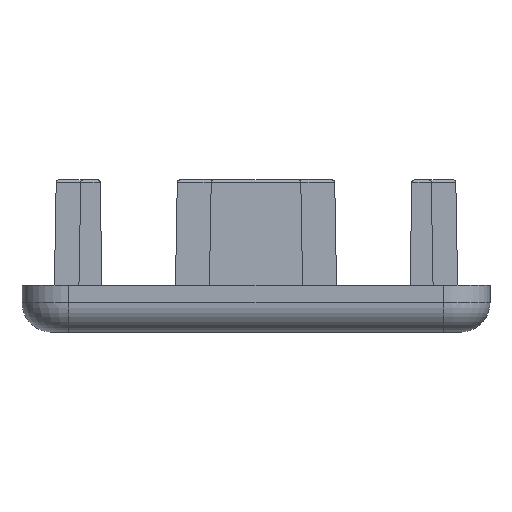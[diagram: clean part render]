
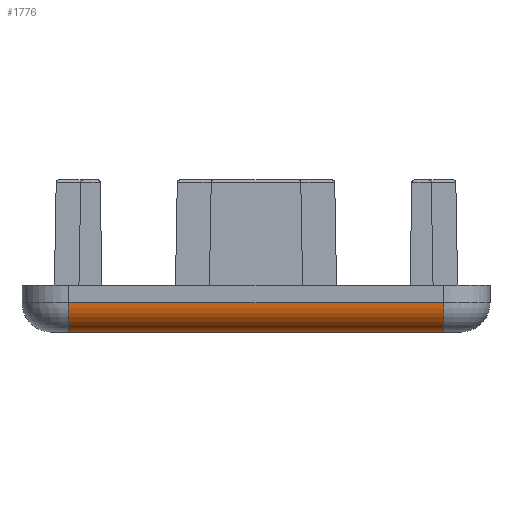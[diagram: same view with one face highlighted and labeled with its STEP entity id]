
A CAD part, left-side view. The second image highlights one B-rep face of the part: STEP entity #1776.
In plain terms, the highlighted cylindrical face has radius 2.5 mm (diameter 5 mm), a partial arc.
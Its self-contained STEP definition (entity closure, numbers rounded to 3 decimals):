
#128 = DIRECTION ( 'NONE',  ( 0., 0., 1. ) ) ;
#143 = CARTESIAN_POINT ( 'NONE',  ( -17.5, -14.4, 0. ) ) ;
#196 = ORIENTED_EDGE ( 'NONE', *, *, #2877, .F. ) ;
#219 = CARTESIAN_POINT ( 'NONE',  ( -17.5, 16., 2.5 ) ) ;
#245 = ORIENTED_EDGE ( 'NONE', *, *, #3835, .F. ) ;
#252 = CARTESIAN_POINT ( 'NONE',  ( -17.5, 16., 0. ) ) ;
#330 = EDGE_CURVE ( 'NONE', #1196, #3441, #4477, .T. ) ;
#391 = EDGE_CURVE ( 'NONE', #3441, #4390, #3317, .T. ) ;
#471 = CARTESIAN_POINT ( 'NONE',  ( -17.5, -14.4, 0. ) ) ;
#513 = CARTESIAN_POINT ( 'NONE',  ( -17.5, 12.6, 0. ) ) ;
#537 = CARTESIAN_POINT ( 'NONE',  ( -17.6, -13.5, 0.002 ) ) ;
#584 = DIRECTION ( 'NONE',  ( 0., 0., 1. ) ) ;
#586 = ORIENTED_EDGE ( 'NONE', *, *, #3837, .F. ) ;
#638 = CARTESIAN_POINT ( 'NONE',  ( -17.5, -16., 0. ) ) ;
#644 = ORIENTED_EDGE ( 'NONE', *, *, #391, .F. ) ;
#706 = AXIS2_PLACEMENT_3D ( 'NONE', #219, #2757, #584 ) ;
#877 = CARTESIAN_POINT ( 'NONE',  ( -17.6, 13.198, 0.002 ) ) ;
#894 = CARTESIAN_POINT ( 'NONE',  ( -17.5, 14.4, 0. ) ) ;
#933 = ORIENTED_EDGE ( 'NONE', *, *, #3037, .F. ) ;
#949 = CARTESIAN_POINT ( 'NONE',  ( -17.6, 13.5, 0.002 ) ) ;
#1009 = CARTESIAN_POINT ( 'NONE',  ( -17.6, -13.5, 0.002 ) ) ;
#1043 = EDGE_CURVE ( 'NONE', #1442, #1162, #2311, .T. ) ;
#1112 = VERTEX_POINT ( 'NONE', #537 ) ;
#1162 = VERTEX_POINT ( 'NONE', #4084 ) ;
#1189 = EDGE_CURVE ( 'NONE', #4390, #4360, #2454, .T. ) ;
#1190 = CARTESIAN_POINT ( 'NONE',  ( -17.5, -12.6, 0. ) ) ;
#1196 = VERTEX_POINT ( 'NONE', #949 ) ;
#1250 = AXIS2_PLACEMENT_3D ( 'NONE', #4416, #2301, #128 ) ;
#1277 = VECTOR ( 'NONE', #1709, 1000. ) ;
#1442 = VERTEX_POINT ( 'NONE', #638 ) ;
#1501 = EDGE_CURVE ( 'NONE', #1112, #4303, #1719, .T. ) ;
#1664 = LINE ( 'NONE', #4439, #1899 ) ;
#1685 = CARTESIAN_POINT ( 'NONE',  ( -17.567, 14.104, 0. ) ) ;
#1709 = DIRECTION ( 'NONE',  ( 0., 1., 0. ) ) ;
#1719 = B_SPLINE_CURVE_WITH_KNOTS ( 'NONE', 3,
 ( #1009, #2823, #4224, #2110 ),
 .UNSPECIFIED., .F., .F.,
 ( 4, 4 ),
 ( 0.001, 0.002 ),
 .UNSPECIFIED. ) ;
#1735 = AXIS2_PLACEMENT_3D ( 'NONE', #3339, #4037, #1915 ) ;
#1776 = ADVANCED_FACE ( 'NONE', ( #4589 ), #2719, .T. ) ;
#1807 = B_SPLINE_CURVE_WITH_KNOTS ( 'NONE', 3,
 ( #513, #2684, #877, #3390 ),
 .UNSPECIFIED., .F., .F.,
 ( 4, 4 ),
 ( 0., 0.001 ),
 .UNSPECIFIED. ) ;
#1899 = VECTOR ( 'NONE', #1966, 1000. ) ;
#1915 = DIRECTION ( 'NONE',  ( -1., 0., 0. ) ) ;
#1957 = CARTESIAN_POINT ( 'NONE',  ( -17.6, 13.5, 0.002 ) ) ;
#1966 = DIRECTION ( 'NONE',  ( 0., 1., 0. ) ) ;
#1967 = CARTESIAN_POINT ( 'NONE',  ( -17.6, -13.5, 0.002 ) ) ;
#1974 = CARTESIAN_POINT ( 'NONE',  ( -17.6, 13.8, 0.002 ) ) ;
#1993 = EDGE_CURVE ( 'NONE', #4303, #2562, #3200, .T. ) ;
#2067 = LINE ( 'NONE', #3507, #2919 ) ;
#2110 = CARTESIAN_POINT ( 'NONE',  ( -17.5, -12.6, 0. ) ) ;
#2137 = VECTOR ( 'NONE', #4211, 1000. ) ;
#2216 = ORIENTED_EDGE ( 'NONE', *, *, #1501, .F. ) ;
#2240 = EDGE_LOOP ( 'NONE', ( #3812, #933, #3052, #644, #3199, #245, #4236, #2216, #586, #196 ) ) ;
#2269 = CARTESIAN_POINT ( 'NONE',  ( -17.5, 14.4, 0. ) ) ;
#2301 = DIRECTION ( 'NONE',  ( 0., 1., 0. ) ) ;
#2311 = CIRCLE ( 'NONE', #1250, 2.5 ) ;
#2321 = CARTESIAN_POINT ( 'NONE',  ( -17.567, -14.102, 0. ) ) ;
#2454 = CIRCLE ( 'NONE', #706, 2.5 ) ;
#2562 = VERTEX_POINT ( 'NONE', #3914 ) ;
#2684 = CARTESIAN_POINT ( 'NONE',  ( -17.567, 12.898, 0. ) ) ;
#2705 = CARTESIAN_POINT ( 'NONE',  ( -17.5, 16., 0. ) ) ;
#2719 = CYLINDRICAL_SURFACE ( 'NONE', #1735, 2.5 ) ;
#2757 = DIRECTION ( 'NONE',  ( 0., 1., 0. ) ) ;
#2823 = CARTESIAN_POINT ( 'NONE',  ( -17.6, -13.2, 0.002 ) ) ;
#2877 = EDGE_CURVE ( 'NONE', #1442, #3294, #1664, .T. ) ;
#2919 = VECTOR ( 'NONE', #3849, 1000. ) ;
#2986 = B_SPLINE_CURVE_WITH_KNOTS ( 'NONE', 3,
 ( #143, #2321, #4086, #1967 ),
 .UNSPECIFIED., .F., .F.,
 ( 4, 4 ),
 ( 0., 0.001 ),
 .UNSPECIFIED. ) ;
#3037 = EDGE_CURVE ( 'NONE', #4360, #1162, #2067, .T. ) ;
#3052 = ORIENTED_EDGE ( 'NONE', *, *, #1189, .F. ) ;
#3199 = ORIENTED_EDGE ( 'NONE', *, *, #330, .F. ) ;
#3200 = LINE ( 'NONE', #3861, #2137 ) ;
#3294 = VERTEX_POINT ( 'NONE', #471 ) ;
#3317 = LINE ( 'NONE', #252, #1277 ) ;
#3339 = CARTESIAN_POINT ( 'NONE',  ( -17.5, 20., 2.5 ) ) ;
#3390 = CARTESIAN_POINT ( 'NONE',  ( -17.6, 13.5, 0.002 ) ) ;
#3397 = CARTESIAN_POINT ( 'NONE',  ( -20., 16., 2.5 ) ) ;
#3441 = VERTEX_POINT ( 'NONE', #894 ) ;
#3507 = CARTESIAN_POINT ( 'NONE',  ( -20., -16., 2.5 ) ) ;
#3812 = ORIENTED_EDGE ( 'NONE', *, *, #1043, .T. ) ;
#3835 = EDGE_CURVE ( 'NONE', #2562, #1196, #1807, .T. ) ;
#3837 = EDGE_CURVE ( 'NONE', #3294, #1112, #2986, .T. ) ;
#3849 = DIRECTION ( 'NONE',  ( 0., -1., 0. ) ) ;
#3861 = CARTESIAN_POINT ( 'NONE',  ( -17.5, 16., 0. ) ) ;
#3914 = CARTESIAN_POINT ( 'NONE',  ( -17.5, 12.6, 0. ) ) ;
#4037 = DIRECTION ( 'NONE',  ( 0., 1., 0. ) ) ;
#4084 = CARTESIAN_POINT ( 'NONE',  ( -20., -16., 2.5 ) ) ;
#4086 = CARTESIAN_POINT ( 'NONE',  ( -17.6, -13.802, 0.002 ) ) ;
#4211 = DIRECTION ( 'NONE',  ( 0., 1., 0. ) ) ;
#4224 = CARTESIAN_POINT ( 'NONE',  ( -17.567, -12.896, 0. ) ) ;
#4236 = ORIENTED_EDGE ( 'NONE', *, *, #1993, .F. ) ;
#4303 = VERTEX_POINT ( 'NONE', #1190 ) ;
#4360 = VERTEX_POINT ( 'NONE', #3397 ) ;
#4390 = VERTEX_POINT ( 'NONE', #2705 ) ;
#4416 = CARTESIAN_POINT ( 'NONE',  ( -17.5, -16., 2.5 ) ) ;
#4439 = CARTESIAN_POINT ( 'NONE',  ( -17.5, 16., 0. ) ) ;
#4477 = B_SPLINE_CURVE_WITH_KNOTS ( 'NONE', 3,
 ( #1957, #1974, #1685, #2269 ),
 .UNSPECIFIED., .F., .F.,
 ( 4, 4 ),
 ( 0.001, 0.002 ),
 .UNSPECIFIED. ) ;
#4589 = FACE_OUTER_BOUND ( 'NONE', #2240, .T. ) ;
